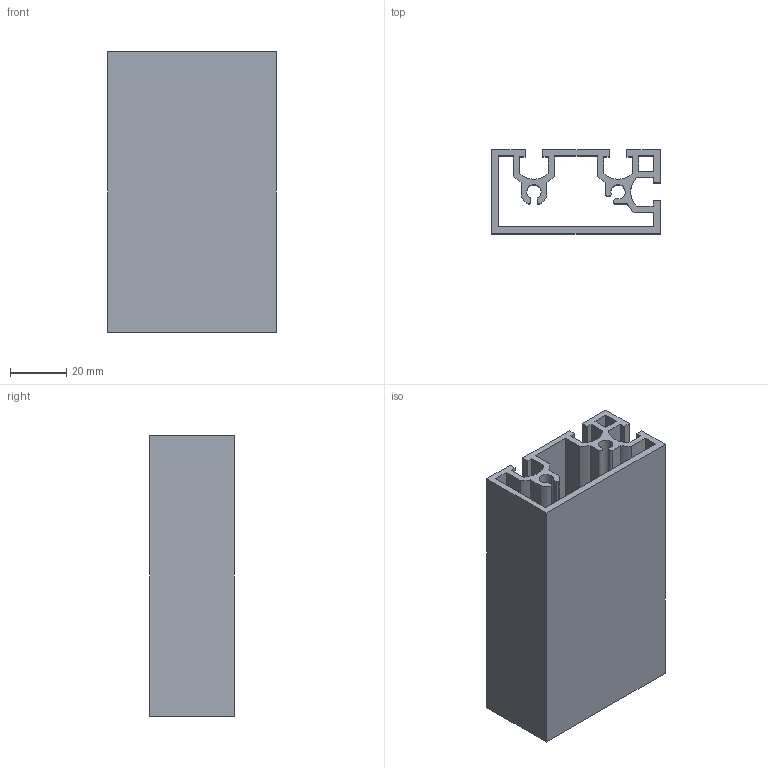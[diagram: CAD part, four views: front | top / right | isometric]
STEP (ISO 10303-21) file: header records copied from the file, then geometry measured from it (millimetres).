
FILE_DESCRIPTION((''),'2;1');
FILE_NAME('AF3060W-6.stp','2009-08-25T17:04:16',('Administrator'),(''),'Autodesk Inventor 2008','Autodesk Inventor 2008','');
FILE_SCHEMA(('AUTOMOTIVE_DESIGN { 1 0 10303 214 1 1 1 1 }'));
Length unit declared in the file: millimetre
Products named in the file (1): AF3060W-6
Bounding box: 60 x 30 x 100 mm (x, y, z)
Volume: 57736.3 mm3; surface area: 50538.4 mm2
Topology: 1 solids, 1 shells, 65 faces, 189 edges, 126 vertices
Faces by surface type: plane 50, cylinder 15
Entity records: 2167 total; most frequent: CARTESIAN_POINT 381, ORIENTED_EDGE 378, DIRECTION 351, EDGE_CURVE 189, VECTOR 159, LINE 159, VERTEX_POINT 126, AXIS2_PLACEMENT_3D 96
